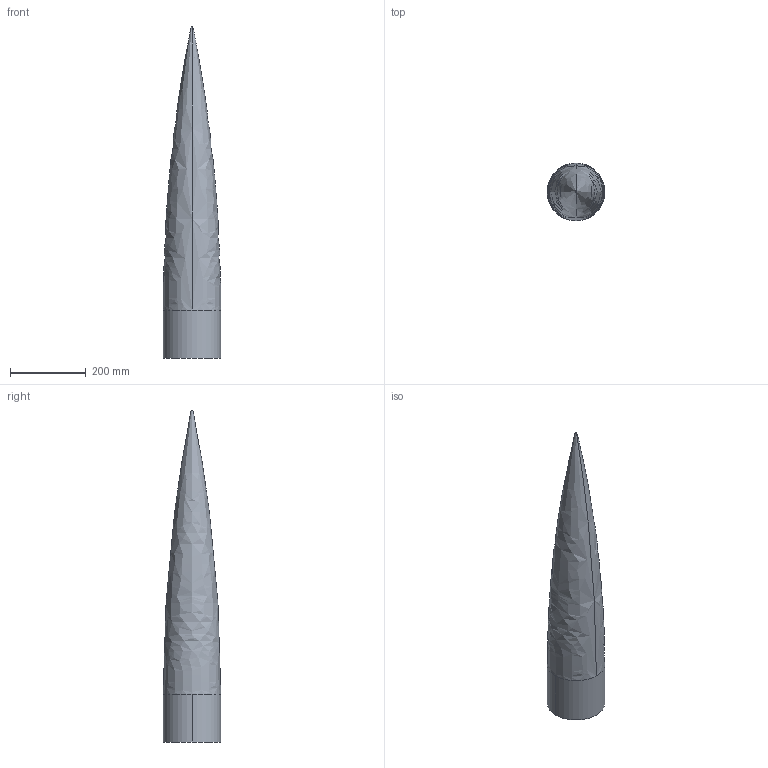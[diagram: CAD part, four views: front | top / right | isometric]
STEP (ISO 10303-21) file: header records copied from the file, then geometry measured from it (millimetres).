
FILE_DESCRIPTION (( 'STEP AP203' ), '1' );
FILE_NAME ('Ogive51.STEP', '2023-07-08T06:46:30', ( '' ), ( '' ), 'SwSTEP 2.0', 'SolidWorks 2022', '' );
FILE_SCHEMA (( 'CONFIG_CONTROL_DESIGN' ));
Length unit declared in the file: inch
Products named in the file (1): Ogive51
Bounding box: 152.4 x 152.4 x 878.61 mm (x, y, z)
Volume: 9751047.3 mm3; surface area: 323653.3 mm2
Topology: 1 solids, 1 shells, 7 faces, 14 edges, 9 vertices
Faces by surface type: bspline 2, cylinder 2, sphere 2, plane 1
Entity records: 573 total; most frequent: CARTESIAN_POINT 347, DIRECTION 34, ORIENTED_EDGE 28, AXIS2_PLACEMENT_3D 16, EDGE_CURVE 14, CIRCLE 10, VERTEX_POINT 9, PERSON_AND_ORGANIZATION 8
